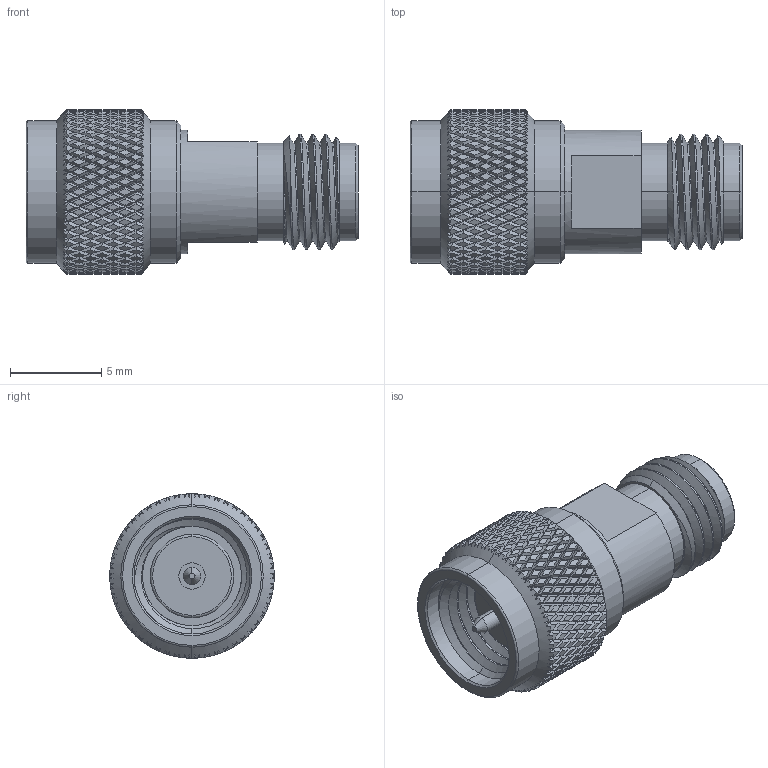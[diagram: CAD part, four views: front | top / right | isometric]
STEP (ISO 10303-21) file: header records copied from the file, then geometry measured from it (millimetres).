
FILE_DESCRIPTION (( 'STEP AP203' ), '1' );
FILE_NAME ('SM4978.step', '2018-09-12T18:02:54', ( '' ), ( '' ), 'SwSTEP 2.0', 'SolidWorks 2017', '' );
FILE_SCHEMA (( 'CONFIG_CONTROL_DESIGN' ));
Length unit declared in the file: inch
Products named in the file (1): SM4978
Bounding box: 18.21 x 9.02 x 9.02 mm (x, y, z)
Volume: 614.4 mm3; surface area: 884.2 mm2
Topology: 3 solids, 3 shells, 2110 faces, 4496 edges, 2401 vertices
Faces by surface type: bspline 1606, cylinder 453, cone 27, plane 20, torus 4
Entity records: 78889 total; most frequent: CARTESIAN_POINT 51453, ORIENTED_EDGE 8992, EDGE_CURVE 4496, VERTEX_POINT 2401, EDGE_LOOP 2123, ADVANCED_FACE 2110, FACE_OUTER_BOUND 2110, B_SPLINE_CURVE_WITH_KNOTS 1825
